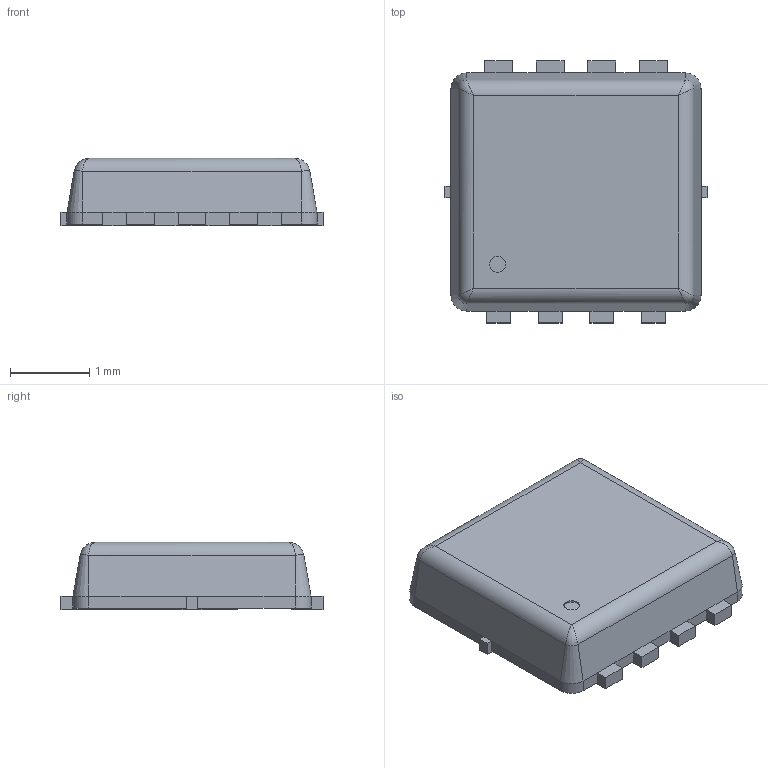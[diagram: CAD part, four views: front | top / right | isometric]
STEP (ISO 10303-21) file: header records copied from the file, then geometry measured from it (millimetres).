
FILE_DESCRIPTION (( 'STEP AP214' ), '1' );
FILE_NAME ('-3D_PCB1_2023-08-10.STEP', '2023-08-10T12:38:38', ( '' ), ( '' ), 'SwSTEP 2.0', 'SolidWorks 2020', '' );
FILE_SCHEMA (( 'AUTOMOTIVE_DESIGN' ));
Length unit declared in the file: millimetre
Products named in the file (1): -3D_PCB1_2023-08-10
Bounding box: 3.3 x 3.3 x 0.85 mm (x, y, z)
Volume: 7.4 mm3; surface area: 28.2 mm2
Topology: 1 solids, 1 shells, 123 faces, 324 edges, 200 vertices
Faces by surface type: plane 105, cylinder 10, cone 4, bspline 4
Entity records: 5821 total; most frequent: CARTESIAN_POINT 1952, ORIENTED_EDGE 640, DIRECTION 560, EDGE_CURVE 320, VECTOR 296, LINE 296, VERTEX_POINT 200, AXIS2_PLACEMENT_3D 132
